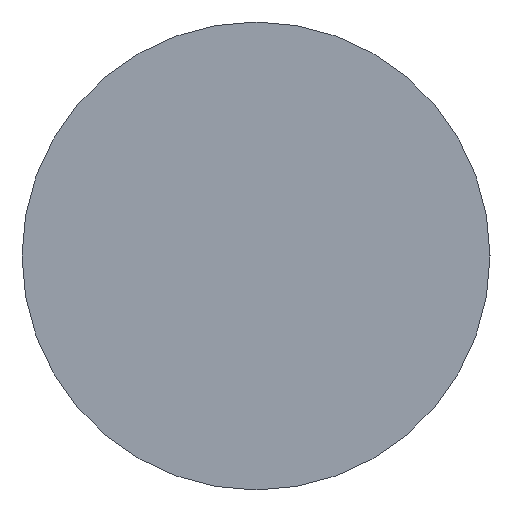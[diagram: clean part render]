
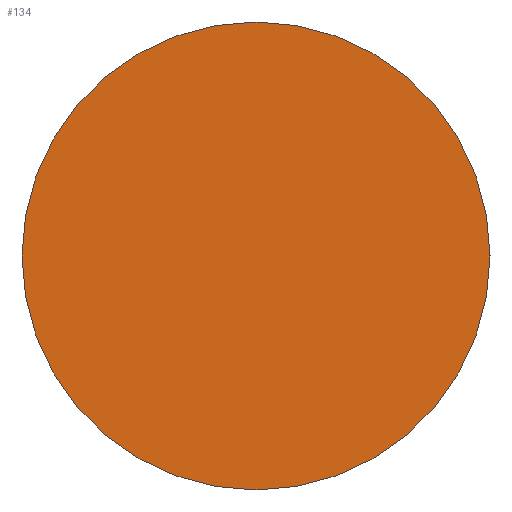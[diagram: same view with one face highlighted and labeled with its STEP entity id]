
A CAD part, left-side view. The second image highlights one B-rep face of the part: STEP entity #134.
In plain terms, the highlighted planar face has unit normal (-1, 0, 0).
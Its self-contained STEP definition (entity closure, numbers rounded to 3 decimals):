
#2 = EDGE_CURVE ( 'NONE', #20, #157, #68, .T. ) ;
#5 = CARTESIAN_POINT ( 'NONE',  ( -42.5, 0., 0. ) ) ;
#8 = EDGE_LOOP ( 'NONE', ( #86, #140 ) ) ;
#20 = VERTEX_POINT ( 'NONE', #143 ) ;
#38 = DIRECTION ( 'NONE',  ( 0., 0., -1. ) ) ;
#41 = CARTESIAN_POINT ( 'NONE',  ( -42.5, 0., -3. ) ) ;
#45 = PLANE ( 'NONE',  #152 ) ;
#55 = DIRECTION ( 'NONE',  ( 1., 0., 0. ) ) ;
#66 = DIRECTION ( 'NONE',  ( 1., 0., 0. ) ) ;
#68 = CIRCLE ( 'NONE', #93, 3. ) ;
#86 = ORIENTED_EDGE ( 'NONE', *, *, #2, .F. ) ;
#93 = AXIS2_PLACEMENT_3D ( 'NONE', #132, #55, #38 ) ;
#97 = DIRECTION ( 'NONE',  ( 0., 0., -1. ) ) ;
#113 = EDGE_CURVE ( 'NONE', #157, #20, #133, .T. ) ;
#115 = AXIS2_PLACEMENT_3D ( 'NONE', #5, #66, #97 ) ;
#122 = DIRECTION ( 'NONE',  ( 0., 1., 0. ) ) ;
#125 = DIRECTION ( 'NONE',  ( 1., 0., 0. ) ) ;
#132 = CARTESIAN_POINT ( 'NONE',  ( -42.5, 0., 0. ) ) ;
#133 = CIRCLE ( 'NONE', #115, 3. ) ;
#134 = ADVANCED_FACE ( 'NONE', ( #135 ), #45, .F. ) ;
#135 = FACE_OUTER_BOUND ( 'NONE', #8, .T. ) ;
#140 = ORIENTED_EDGE ( 'NONE', *, *, #113, .F. ) ;
#143 = CARTESIAN_POINT ( 'NONE',  ( -42.5, 0., 3. ) ) ;
#152 = AXIS2_PLACEMENT_3D ( 'NONE', #159, #125, #122 ) ;
#157 = VERTEX_POINT ( 'NONE', #41 ) ;
#159 = CARTESIAN_POINT ( 'NONE',  ( -42.5, 0., 0. ) ) ;
